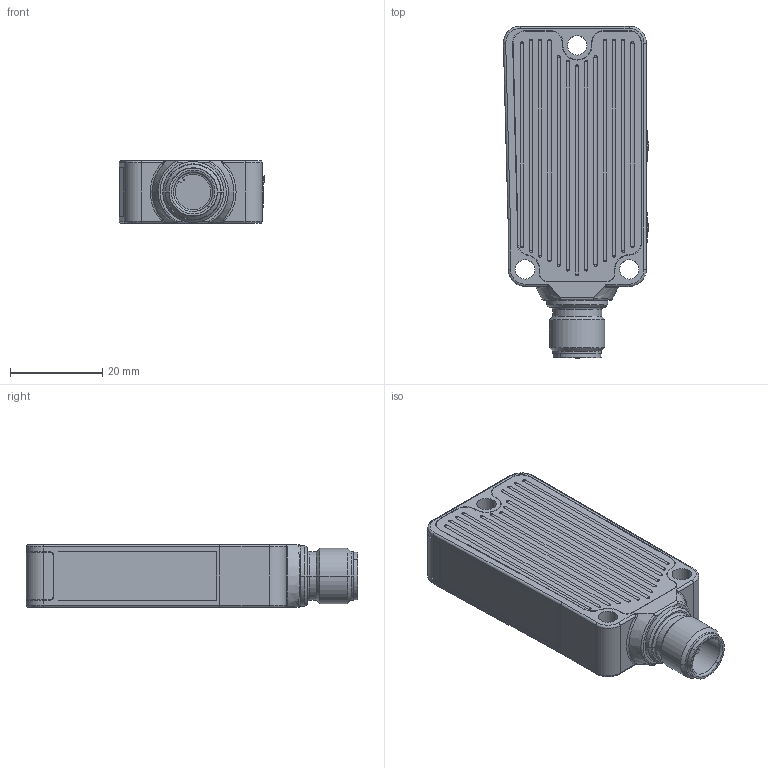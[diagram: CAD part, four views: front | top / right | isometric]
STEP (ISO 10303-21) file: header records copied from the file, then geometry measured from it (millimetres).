
FILE_DESCRIPTION((''),'2;1');
FILE_NAME('CAD0878_MLV41-54-G_M12','2007-06-13T',('clanger'),(''),'PRO/ENGINEER BY PARAMETRIC TECHNOLOGY CORPORATION, 2006300','PRO/ENGINEER BY PARAMETRIC TECHNOLOGY CORPORATION, 2006300','');
FILE_SCHEMA(('CONFIG_CONTROL_DESIGN'));
Length unit declared in the file: millimetre
Products named in the file (1): CAD0878_MLV41-54-G_M12
Bounding box: 31.5 x 72 x 13.6 mm (x, y, z)
Volume: 23866.7 mm3; surface area: 8384.8 mm2
Topology: 1 solids, 5 shells, 455 faces, 1135 edges, 737 vertices
Faces by surface type: plane 171, cylinder 159, sphere 64, torus 29, bspline 20, cone 12
Entity records: 18465 total; most frequent: CARTESIAN_POINT 3960, DIRECTION 2335, ORIENTED_EDGE 2250, PRESENTATION_STYLE_ASSIGNMENT 1140, STYLED_ITEM 1140, CURVE_STYLE 1137, EDGE_CURVE 1125, AXIS2_PLACEMENT_3D 856
